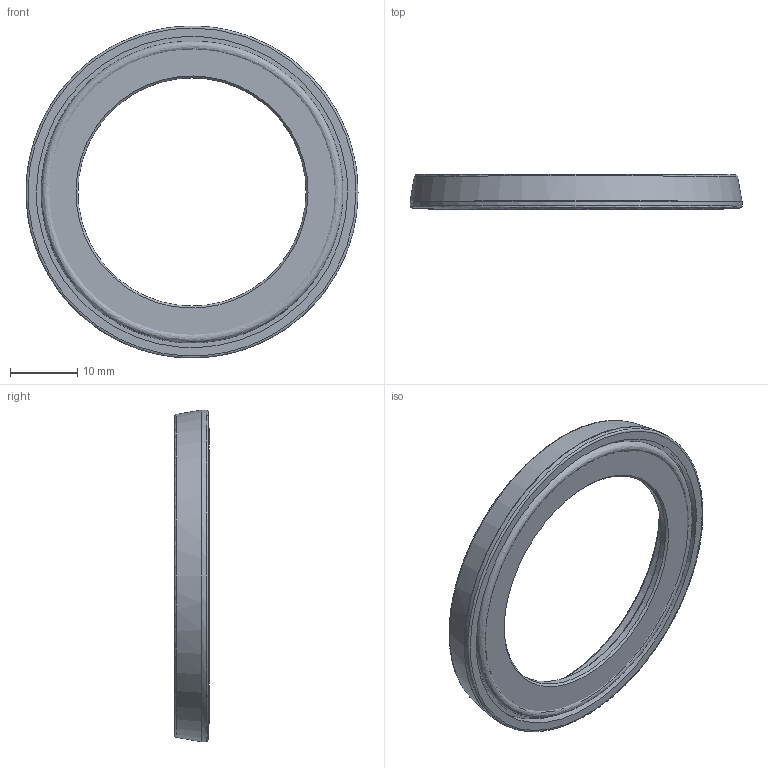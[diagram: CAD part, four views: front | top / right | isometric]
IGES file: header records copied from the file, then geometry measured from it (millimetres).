
Global section: file name: T2010-B; native system: Autodesk Inventor 2020; preprocessor: unknown; author: camerond; date: 20221207.084123; units: millimetre
Bounding box: 49.5 x 5.2 x 49.5 mm (x, y, z)
Volume: 3476.5 mm3; surface area: 4233 mm2
Topology: 2 solids, 2 shells, 18 faces, 49 edges, 36 vertices
Faces by surface type: bspline 18
